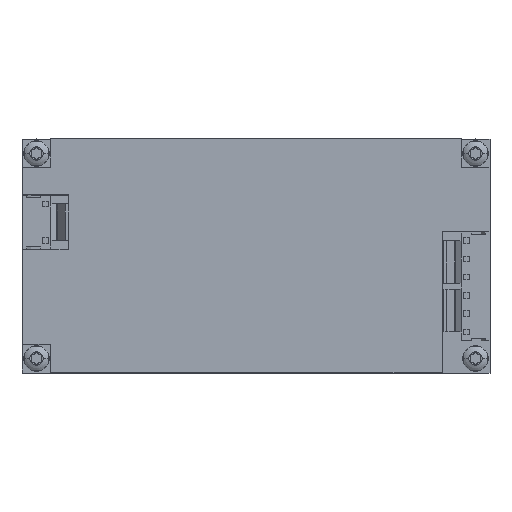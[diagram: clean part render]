
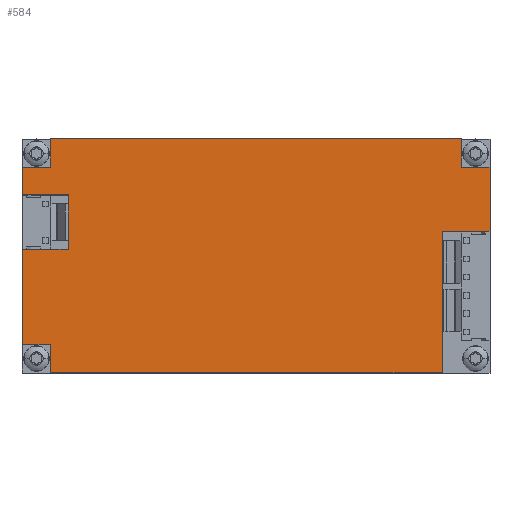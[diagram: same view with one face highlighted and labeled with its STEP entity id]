
A CAD part, top view. The second image highlights one B-rep face of the part: STEP entity #584.
In plain terms, the highlighted planar face has unit normal (0, 0, 1).
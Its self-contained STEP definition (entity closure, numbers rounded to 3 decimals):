
#80=CARTESIAN_POINT('',(40.4,-25.4,34.8));
#81=VERTEX_POINT('',#80);
#88=CARTESIAN_POINT('',(-44.65,-25.4,34.8));
#89=VERTEX_POINT('',#88);
#90=CARTESIAN_POINT('',(40.4,-25.4,34.8));
#91=DIRECTION('',(-1.0,0.0,0.0));
#92=VECTOR('',#91,85.05);
#93=LINE('',#90,#92);
#94=EDGE_CURVE('',#81,#89,#93,.T.);
#118=CARTESIAN_POINT('',(40.4,5.34,34.8));
#119=VERTEX_POINT('',#118);
#126=CARTESIAN_POINT('',(40.4,5.34,34.8));
#127=DIRECTION('',(0.0,-1.0,0.0));
#128=VECTOR('',#127,30.74);
#129=LINE('',#126,#128);
#130=EDGE_CURVE('',#119,#81,#129,.T.);
#149=CARTESIAN_POINT('',(50.8,5.34,34.8));
#150=VERTEX_POINT('',#149);
#157=CARTESIAN_POINT('',(50.8,5.34,34.8));
#158=DIRECTION('',(-1.0,0.0,0.0));
#159=VECTOR('',#158,10.4);
#160=LINE('',#157,#159);
#161=EDGE_CURVE('',#150,#119,#160,.T.);
#180=CARTESIAN_POINT('',(50.8,19.25,34.8));
#181=VERTEX_POINT('',#180);
#188=CARTESIAN_POINT('',(50.8,19.25,34.8));
#189=DIRECTION('',(0.0,-1.0,0.0));
#190=VECTOR('',#189,13.91);
#191=LINE('',#188,#190);
#192=EDGE_CURVE('',#181,#150,#191,.T.);
#211=CARTESIAN_POINT('',(44.65,19.25,34.8));
#212=VERTEX_POINT('',#211);
#219=CARTESIAN_POINT('',(44.65,19.25,34.8));
#220=DIRECTION('',(1.0,0.0,0.0));
#221=VECTOR('',#220,6.15);
#222=LINE('',#219,#221);
#223=EDGE_CURVE('',#212,#181,#222,.T.);
#242=CARTESIAN_POINT('',(44.65,25.4,34.8));
#243=VERTEX_POINT('',#242);
#250=CARTESIAN_POINT('',(44.65,25.4,34.8));
#251=DIRECTION('',(0.0,-1.0,0.0));
#252=VECTOR('',#251,6.15);
#253=LINE('',#250,#252);
#254=EDGE_CURVE('',#243,#212,#253,.T.);
#273=CARTESIAN_POINT('',(-44.65,25.4,34.8));
#274=VERTEX_POINT('',#273);
#281=CARTESIAN_POINT('',(-44.65,25.4,34.8));
#282=DIRECTION('',(1.0,0.0,0.0));
#283=VECTOR('',#282,89.3);
#284=LINE('',#281,#283);
#285=EDGE_CURVE('',#274,#243,#284,.T.);
#304=CARTESIAN_POINT('',(-44.65,19.25,34.8));
#305=VERTEX_POINT('',#304);
#312=CARTESIAN_POINT('',(-44.65,19.25,34.8));
#313=DIRECTION('',(0.0,1.0,0.0));
#314=VECTOR('',#313,6.15);
#315=LINE('',#312,#314);
#316=EDGE_CURVE('',#305,#274,#315,.T.);
#335=CARTESIAN_POINT('',(-50.8,19.25,34.8));
#336=VERTEX_POINT('',#335);
#343=CARTESIAN_POINT('',(-50.8,19.25,34.8));
#344=DIRECTION('',(1.0,0.0,0.0));
#345=VECTOR('',#344,6.15);
#346=LINE('',#343,#345);
#347=EDGE_CURVE('',#336,#305,#346,.T.);
#366=CARTESIAN_POINT('',(-50.8,13.2,34.8));
#367=VERTEX_POINT('',#366);
#374=CARTESIAN_POINT('',(-50.8,13.2,34.8));
#375=DIRECTION('',(0.0,1.0,0.0));
#376=VECTOR('',#375,6.05);
#377=LINE('',#374,#376);
#378=EDGE_CURVE('',#367,#336,#377,.T.);
#397=CARTESIAN_POINT('',(-40.792,13.2,34.8));
#398=VERTEX_POINT('',#397);
#405=CARTESIAN_POINT('',(-40.792,13.2,34.8));
#406=DIRECTION('',(-1.0,0.0,0.0));
#407=VECTOR('',#406,10.008);
#408=LINE('',#405,#407);
#409=EDGE_CURVE('',#398,#367,#408,.T.);
#428=CARTESIAN_POINT('',(-40.792,1.465,34.8));
#429=VERTEX_POINT('',#428);
#436=CARTESIAN_POINT('',(-40.792,1.465,34.8));
#437=DIRECTION('',(0.0,1.0,0.0));
#438=VECTOR('',#437,11.735);
#439=LINE('',#436,#438);
#440=EDGE_CURVE('',#429,#398,#439,.T.);
#459=CARTESIAN_POINT('',(-50.673,1.465,34.8));
#460=VERTEX_POINT('',#459);
#467=CARTESIAN_POINT('',(-50.673,1.465,34.8));
#468=DIRECTION('',(1.0,0.0,0.0));
#469=VECTOR('',#468,9.881);
#470=LINE('',#467,#469);
#471=EDGE_CURVE('',#460,#429,#470,.T.);
#490=CARTESIAN_POINT('',(-50.673,-19.25,34.8));
#491=VERTEX_POINT('',#490);
#498=CARTESIAN_POINT('',(-50.673,-19.25,34.8));
#499=DIRECTION('',(0.0,1.0,0.0));
#500=VECTOR('',#499,20.715);
#501=LINE('',#498,#500);
#502=EDGE_CURVE('',#491,#460,#501,.T.);
#521=CARTESIAN_POINT('',(-44.65,-19.25,34.8));
#522=VERTEX_POINT('',#521);
#529=CARTESIAN_POINT('',(-44.65,-19.25,34.8));
#530=DIRECTION('',(-1.0,0.0,0.0));
#531=VECTOR('',#530,6.023);
#532=LINE('',#529,#531);
#533=EDGE_CURVE('',#522,#491,#532,.T.);
#551=CARTESIAN_POINT('',(-44.65,-25.4,34.8));
#552=DIRECTION('',(0.0,1.0,0.0));
#553=VECTOR('',#552,6.15);
#554=LINE('',#551,#553);
#555=EDGE_CURVE('',#89,#522,#554,.T.);
#561=CARTESIAN_POINT('',(-3.283,1.328,34.8));
#562=DIRECTION('',(0.0,0.0,1.0));
#563=DIRECTION('',(1.0,0.0,0.0));
#564=AXIS2_PLACEMENT_3D('',#561,#562,#563);
#565=PLANE('',#564);
#566=ORIENTED_EDGE('',*,*,#555,.F.);
#567=ORIENTED_EDGE('',*,*,#94,.F.);
#568=ORIENTED_EDGE('',*,*,#130,.F.);
#569=ORIENTED_EDGE('',*,*,#161,.F.);
#570=ORIENTED_EDGE('',*,*,#192,.F.);
#571=ORIENTED_EDGE('',*,*,#223,.F.);
#572=ORIENTED_EDGE('',*,*,#254,.F.);
#573=ORIENTED_EDGE('',*,*,#285,.F.);
#574=ORIENTED_EDGE('',*,*,#316,.F.);
#575=ORIENTED_EDGE('',*,*,#347,.F.);
#576=ORIENTED_EDGE('',*,*,#378,.F.);
#577=ORIENTED_EDGE('',*,*,#409,.F.);
#578=ORIENTED_EDGE('',*,*,#440,.F.);
#579=ORIENTED_EDGE('',*,*,#471,.F.);
#580=ORIENTED_EDGE('',*,*,#502,.F.);
#581=ORIENTED_EDGE('',*,*,#533,.F.);
#582=EDGE_LOOP('',(#566,#567,#568,#569,#570,#571,#572,#573,#574,#575,#576,#577,#578,#579,#580,#581));
#583=FACE_OUTER_BOUND('',#582,.T.);
#584=ADVANCED_FACE('',(#583),#565,.T.);
